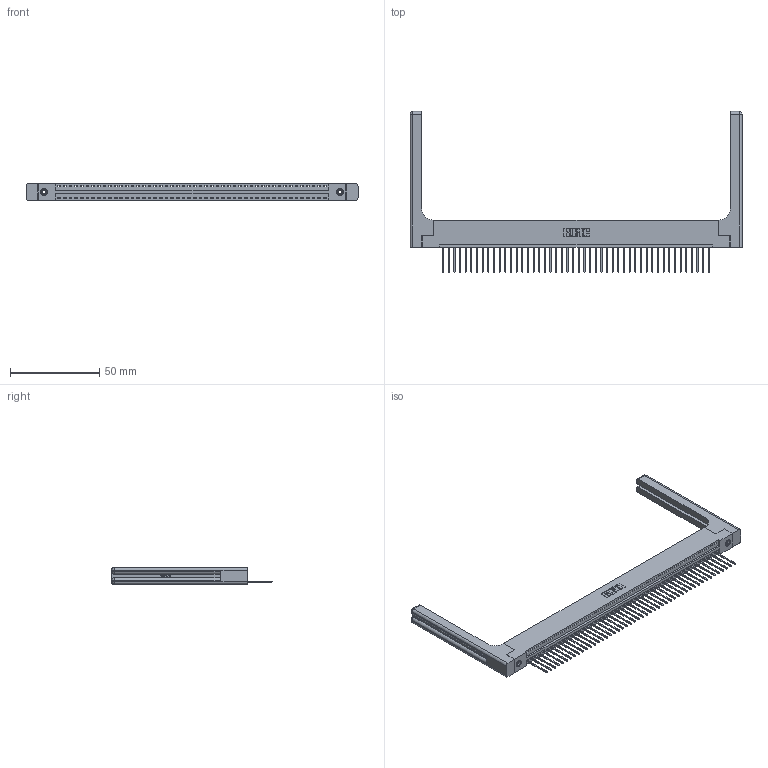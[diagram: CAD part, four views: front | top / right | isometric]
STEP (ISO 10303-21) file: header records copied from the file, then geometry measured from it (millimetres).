
FILE_DESCRIPTION (( 'STEP AP203' ), '1' );
FILE_NAME ('346-048-540-158.STEP', '2022-05-09T23:45:21', ( '' ), ( '' ), 'SwSTEP 2.0', 'SolidWorks 2020', '' );
FILE_SCHEMA (( 'CONFIG_CONTROL_DESIGN' ));
Length unit declared in the file: inch
Products named in the file (5): 346-220-058_345-220-058; 345-292-001_345-293-140; 346-048-540-158; 345-250-001_345-250-001-102; 346 Part_Flush Mounting Lugs - 0.156 Dia-TH
Assembly tree (53 placements, depth 2):
  346-048-540-158
    346 Part_Flush Mounting Lugs - 0.156 Dia-TH
    345-292-001_345-293-140  x48
    345-250-001_345-250-001-102  x2
    346-220-058_345-220-058  x2
Bounding box: 186.46 x 90.42 x 9.4 mm (x, y, z)
Volume: 25455.1 mm3; surface area: 28159.7 mm2
Topology: 53 solids, 53 shells, 3176 faces, 9479 edges, 6234 vertices
Faces by surface type: plane 2158, cylinder 958, bspline 36, cone 12, sphere 8, torus 4
Entity records: 34598 total; most frequent: CARTESIAN_POINT 6911, ORIENTED_EDGE 5688, DIRECTION 5020, EDGE_CURVE 2844, LINE 2428, VECTOR 2428, VERTEX_POINT 1886, AXIS2_PLACEMENT_3D 1296
